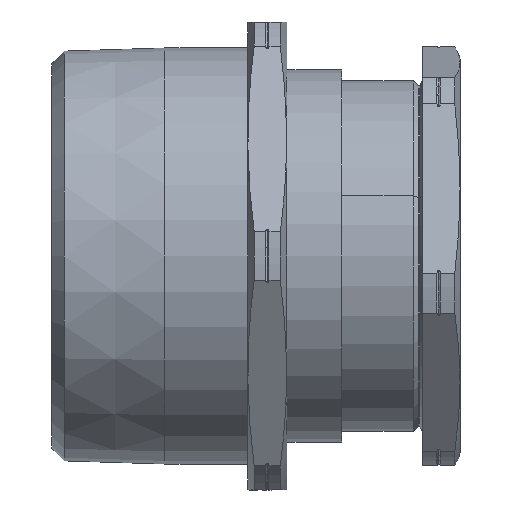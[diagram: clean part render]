
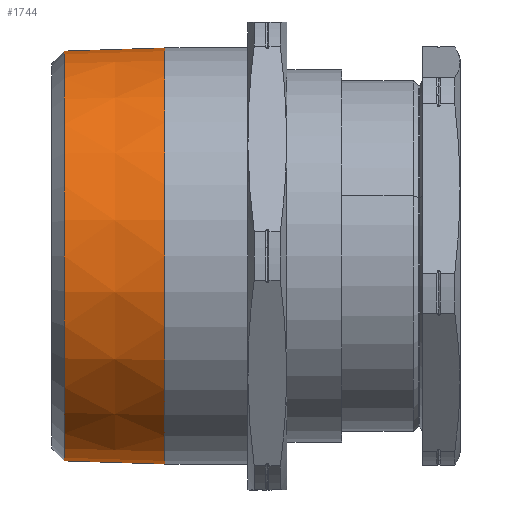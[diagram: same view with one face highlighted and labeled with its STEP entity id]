
A CAD part, front view. The second image highlights one B-rep face of the part: STEP entity #1744.
In plain terms, the highlighted conical face has half-angle 1.783 degrees and reference radius 43.699 mm.
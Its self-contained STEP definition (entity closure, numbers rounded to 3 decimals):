
#43 = ORIENTED_EDGE ( 'NONE', *, *, #2653, .T. ) ;
#286 = DIRECTION ( 'NONE',  ( -1., 0., 0. ) ) ;
#292 = DIRECTION ( 'NONE',  ( 1., 0., 0.031 ) ) ;
#311 = CARTESIAN_POINT ( 'NONE',  ( 0., 0., 43.699 ) ) ;
#316 = VERTEX_POINT ( 'NONE', #653 ) ;
#429 = FACE_OUTER_BOUND ( 'NONE', #1994, .T. ) ;
#463 = ORIENTED_EDGE ( 'NONE', *, *, #658, .F. ) ;
#517 = CONICAL_SURFACE ( 'NONE', #1938, 43.699, 0.031 ) ;
#589 = ORIENTED_EDGE ( 'NONE', *, *, #927, .T. ) ;
#653 = CARTESIAN_POINT ( 'NONE',  ( 24.13, 0., -44.45 ) ) ;
#658 = EDGE_CURVE ( 'NONE', #1164, #1948, #764, .T. ) ;
#764 = LINE ( 'NONE', #311, #2072 ) ;
#855 = ORIENTED_EDGE ( 'NONE', *, *, #1683, .T. ) ;
#864 = CARTESIAN_POINT ( 'NONE',  ( 0., 0., 0. ) ) ;
#927 = EDGE_CURVE ( 'NONE', #3394, #316, #3566, .T. ) ;
#960 = VECTOR ( 'NONE', #2562, 1000. ) ;
#1090 = DIRECTION ( 'NONE',  ( 0., 0., -1. ) ) ;
#1164 = VERTEX_POINT ( 'NONE', #2410 ) ;
#1636 = AXIS2_PLACEMENT_3D ( 'NONE', #2763, #2183, #1090 ) ;
#1683 = EDGE_CURVE ( 'NONE', #1164, #3394, #2745, .T. ) ;
#1744 = ADVANCED_FACE ( 'NONE', ( #429 ), #517, .T. ) ;
#1938 = AXIS2_PLACEMENT_3D ( 'NONE', #864, #3113, #2843 ) ;
#1948 = VERTEX_POINT ( 'NONE', #3453 ) ;
#1994 = EDGE_LOOP ( 'NONE', ( #463, #855, #589, #43 ) ) ;
#2072 = VECTOR ( 'NONE', #292, 1000. ) ;
#2183 = DIRECTION ( 'NONE',  ( 1., 0., 0. ) ) ;
#2410 = CARTESIAN_POINT ( 'NONE',  ( 2.622, 0., 43.78 ) ) ;
#2562 = DIRECTION ( 'NONE',  ( 1., 0., -0.031 ) ) ;
#2653 = EDGE_CURVE ( 'NONE', #316, #1948, #3286, .T. ) ;
#2696 = AXIS2_PLACEMENT_3D ( 'NONE', #3540, #286, #3076 ) ;
#2745 = CIRCLE ( 'NONE', #1636, 43.78 ) ;
#2763 = CARTESIAN_POINT ( 'NONE',  ( 2.622, 0., 0. ) ) ;
#2843 = DIRECTION ( 'NONE',  ( 0., 0., -1. ) ) ;
#2849 = CARTESIAN_POINT ( 'NONE',  ( 0., 0., -43.699 ) ) ;
#3076 = DIRECTION ( 'NONE',  ( 0., 0., 1. ) ) ;
#3080 = CARTESIAN_POINT ( 'NONE',  ( 2.622, 0., -43.78 ) ) ;
#3113 = DIRECTION ( 'NONE',  ( 1., 0., 0. ) ) ;
#3286 = CIRCLE ( 'NONE', #2696, 44.45 ) ;
#3394 = VERTEX_POINT ( 'NONE', #3080 ) ;
#3453 = CARTESIAN_POINT ( 'NONE',  ( 24.13, 0., 44.45 ) ) ;
#3540 = CARTESIAN_POINT ( 'NONE',  ( 24.13, 0., 0. ) ) ;
#3566 = LINE ( 'NONE', #2849, #960 ) ;
